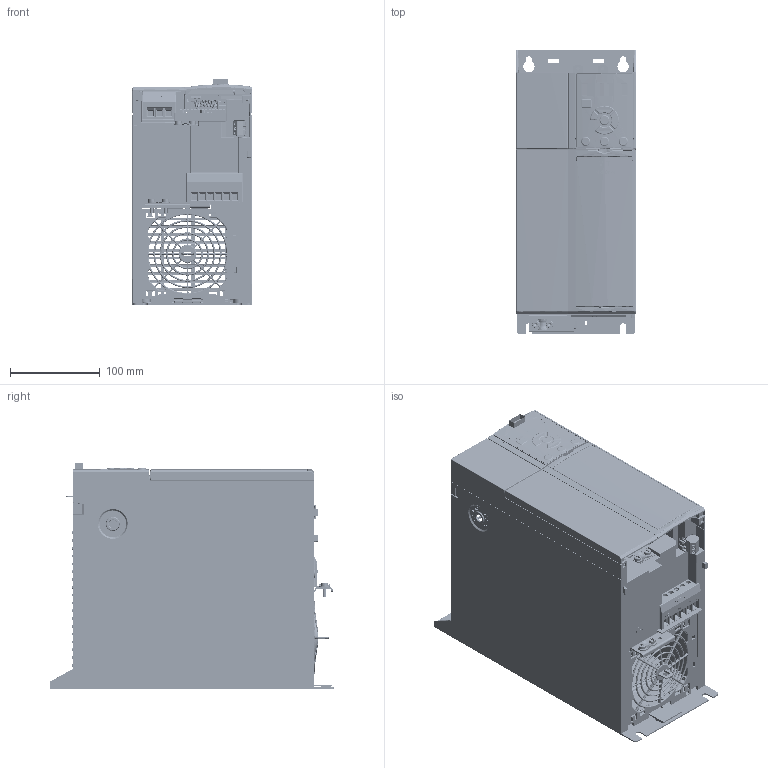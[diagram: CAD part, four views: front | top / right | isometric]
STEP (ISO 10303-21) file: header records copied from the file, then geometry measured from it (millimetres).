
FILE_DESCRIPTION((''),'2;1');
FILE_NAME('FC280-K4','2016-08-25T',('u242158'),('Danfoss Power Electronics'),'CREO PARAMETRIC BY PTC INC, 2015480','CREO PARAMETRIC BY PTC INC, 2015480','');
FILE_SCHEMA(('CONFIG_CONTROL_DESIGN','GEOMETRIC_VALIDATION_PROPERTIES_MIM'));
Products named in the file (1): FC280-K4
Bounding box: 133 x 317.5 x 251.91 mm (x, y, z)
Surface area: 882430.8 mm2 (no closed solid volume)
Topology: 0 solids, 227 shells, 17586 faces, 48273 edges, 31017 vertices
Faces by surface type: plane 9854, cylinder 3896, bspline 1829, sphere 611, cone 537, torus 512, extrusion 347
Entity records: 775530 total; most frequent: CARTESIAN_POINT 284880, ORIENTED_EDGE 94274, DIRECTION 76028, EDGE_CURVE 48135, VERTEX_POINT 31012, VECTOR 30896, LINE 30549, AXIS2_PLACEMENT_3D 22566
